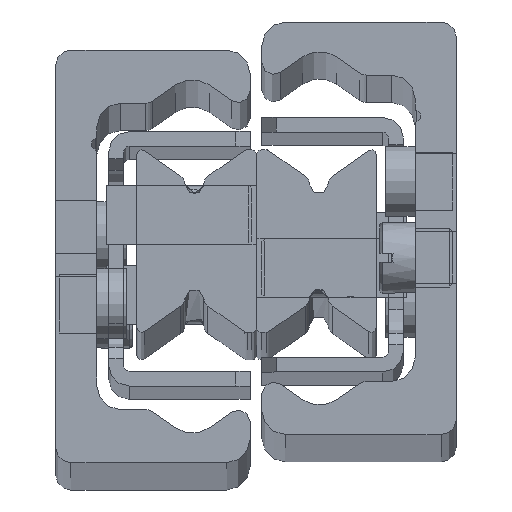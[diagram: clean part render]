
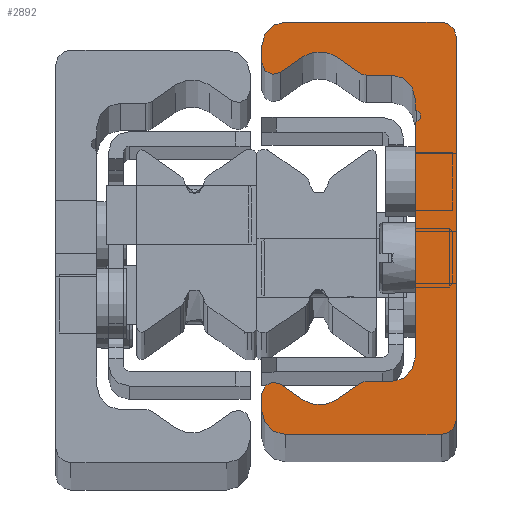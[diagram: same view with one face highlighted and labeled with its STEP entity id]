
A CAD part, top view. The second image highlights one B-rep face of the part: STEP entity #2892.
In plain terms, the highlighted face is planar.
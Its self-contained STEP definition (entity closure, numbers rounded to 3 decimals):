
#1849=CARTESIAN_POINT('',(-0.001,1.3,0.0));
#1850=VERTEX_POINT('',#1849);
#1857=CARTESIAN_POINT('',(1.299,0.,0.0));
#1858=VERTEX_POINT('',#1857);
#1859=CARTESIAN_POINT('',(1.299,1.3,0.0));
#1860=DIRECTION('',(0.0,0.0,1.0));
#1861=DIRECTION('',(-1.0,0.0,0.0));
#1862=AXIS2_PLACEMENT_3D('',#1859,#1860,#1861);
#1863=CIRCLE('',#1862,1.3);
#1864=EDGE_CURVE('',#1850,#1858,#1863,.T.);
#1888=CARTESIAN_POINT('',(-0.001,33.7,0.0));
#1889=VERTEX_POINT('',#1888);
#1896=CARTESIAN_POINT('',(-0.001,33.7,0.0));
#1897=DIRECTION('',(0.0,-1.0,0.0));
#1898=VECTOR('',#1897,32.4);
#1899=LINE('',#1896,#1898);
#1900=EDGE_CURVE('',#1889,#1850,#1899,.T.);
#1983=CARTESIAN_POINT('',(1.299,35.0,0.0));
#1984=VERTEX_POINT('',#1983);
#1991=CARTESIAN_POINT('',(1.299,33.7,0.0));
#1992=DIRECTION('',(0.0,0.0,1.0));
#1993=DIRECTION('',(0.0,1.0,0.0));
#1994=AXIS2_PLACEMENT_3D('',#1991,#1992,#1993);
#1995=CIRCLE('',#1994,1.3);
#1996=EDGE_CURVE('',#1984,#1889,#1995,.T.);
#2015=CARTESIAN_POINT('',(14.499,35.0,0.0));
#2016=VERTEX_POINT('',#2015);
#2023=CARTESIAN_POINT('',(14.499,35.0,0.0));
#2024=DIRECTION('',(-1.0,0.0,0.0));
#2025=VECTOR('',#2024,13.2);
#2026=LINE('',#2023,#2025);
#2027=EDGE_CURVE('',#2016,#1984,#2026,.T.);
#2047=CARTESIAN_POINT('',(16.499,33.0,0.0));
#2048=VERTEX_POINT('',#2047);
#2055=CARTESIAN_POINT('',(14.499,33.0,0.0));
#2056=DIRECTION('',(0.0,0.0,1.0));
#2057=DIRECTION('',(1.0,0.0,0.0));
#2058=AXIS2_PLACEMENT_3D('',#2055,#2056,#2057);
#2059=CIRCLE('',#2058,2.0);
#2060=EDGE_CURVE('',#2048,#2016,#2059,.T.);
#2079=CARTESIAN_POINT('',(16.499,31.542,0.0));
#2080=VERTEX_POINT('',#2079);
#2087=CARTESIAN_POINT('',(16.499,31.542,0.0));
#2088=DIRECTION('',(0.0,1.0,0.0));
#2089=VECTOR('',#2088,1.458);
#2090=LINE('',#2087,#2089);
#2091=EDGE_CURVE('',#2080,#2048,#2090,.T.);
#2111=CARTESIAN_POINT('',(14.926,30.723,0.0));
#2112=VERTEX_POINT('',#2111);
#2119=CARTESIAN_POINT('',(15.499,31.542,0.0));
#2120=DIRECTION('',(0.0,0.0,1.0));
#2121=DIRECTION('',(-0.574,-0.819,0.0));
#2122=AXIS2_PLACEMENT_3D('',#2119,#2120,#2121);
#2123=CIRCLE('',#2122,1.);
#2124=EDGE_CURVE('',#2112,#2080,#2123,.T.);
#2143=CARTESIAN_POINT('',(13.033,32.048,0.0));
#2144=VERTEX_POINT('',#2143);
#2151=CARTESIAN_POINT('',(13.033,32.048,0.0));
#2152=DIRECTION('',(0.819,-0.574,0.0));
#2153=VECTOR('',#2152,2.31);
#2154=LINE('',#2151,#2153);
#2155=EDGE_CURVE('',#2144,#2112,#2154,.T.);
#2175=CARTESIAN_POINT('',(10.165,32.048,0.0));
#2176=VERTEX_POINT('',#2175);
#2183=CARTESIAN_POINT('',(11.599,30.0,0.0));
#2184=DIRECTION('',(0.0,0.0,-1.));
#2185=DIRECTION('',(-0.574,-0.819,0.0));
#2186=AXIS2_PLACEMENT_3D('',#2183,#2184,#2185);
#2187=CIRCLE('',#2186,2.5);
#2188=EDGE_CURVE('',#2176,#2144,#2187,.T.);
#2207=CARTESIAN_POINT('',(8.213,30.681,0.0));
#2208=VERTEX_POINT('',#2207);
#2215=CARTESIAN_POINT('',(8.213,30.681,0.0));
#2216=DIRECTION('',(0.819,0.574,0.0));
#2217=VECTOR('',#2216,2.383);
#2218=LINE('',#2215,#2217);
#2219=EDGE_CURVE('',#2208,#2176,#2218,.T.);
#2239=CARTESIAN_POINT('',(7.64,30.5,0.0));
#2240=VERTEX_POINT('',#2239);
#2247=CARTESIAN_POINT('',(7.64,31.5,0.0));
#2248=DIRECTION('',(0.0,0.0,1.0));
#2249=DIRECTION('',(0.0,-1.0,0.0));
#2250=AXIS2_PLACEMENT_3D('',#2247,#2248,#2249);
#2251=CIRCLE('',#2250,1.);
#2252=EDGE_CURVE('',#2240,#2208,#2251,.T.);
#2271=CARTESIAN_POINT('',(5.499,30.5,0.0));
#2272=VERTEX_POINT('',#2271);
#2279=CARTESIAN_POINT('',(5.499,30.5,0.0));
#2280=DIRECTION('',(1.0,0.0,0.0));
#2281=VECTOR('',#2280,2.14);
#2282=LINE('',#2279,#2281);
#2283=EDGE_CURVE('',#2272,#2240,#2282,.T.);
#2303=CARTESIAN_POINT('',(3.499,28.5,0.0));
#2304=VERTEX_POINT('',#2303);
#2311=CARTESIAN_POINT('',(5.499,28.5,0.0));
#2312=DIRECTION('',(0.0,0.0,-1.0));
#2313=DIRECTION('',(0.0,-1.0,0.0));
#2314=AXIS2_PLACEMENT_3D('',#2311,#2312,#2313);
#2315=CIRCLE('',#2314,2.0);
#2316=EDGE_CURVE('',#2304,#2272,#2315,.T.);
#2335=CARTESIAN_POINT('',(3.499,27.671,0.0));
#2336=VERTEX_POINT('',#2335);
#2343=CARTESIAN_POINT('',(3.499,27.671,0.0));
#2344=DIRECTION('',(0.0,1.0,0.0));
#2345=VECTOR('',#2344,0.829);
#2346=LINE('',#2343,#2345);
#2347=EDGE_CURVE('',#2336,#2304,#2346,.T.);
#2367=CARTESIAN_POINT('',(3.357,27.479,0.0));
#2368=VERTEX_POINT('',#2367);
#2375=CARTESIAN_POINT('',(3.299,27.671,0.0));
#2376=DIRECTION('',(0.0,0.0,1.0));
#2377=DIRECTION('',(0.286,-0.958,0.0));
#2378=AXIS2_PLACEMENT_3D('',#2375,#2376,#2377);
#2379=CIRCLE('',#2378,0.2);
#2380=EDGE_CURVE('',#2368,#2336,#2379,.T.);
#2400=CARTESIAN_POINT('',(3.357,26.521,0.0));
#2401=VERTEX_POINT('',#2400);
#2408=CARTESIAN_POINT('',(3.499,27.0,0.0));
#2409=DIRECTION('',(0.0,0.0,-1.));
#2410=DIRECTION('',(0.286,-0.958,0.0));
#2411=AXIS2_PLACEMENT_3D('',#2408,#2409,#2410);
#2412=CIRCLE('',#2411,0.5);
#2413=EDGE_CURVE('',#2401,#2368,#2412,.T.);
#2433=CARTESIAN_POINT('',(3.499,26.329,0.0));
#2434=VERTEX_POINT('',#2433);
#2441=CARTESIAN_POINT('',(3.299,26.329,0.0));
#2442=DIRECTION('',(0.0,0.0,1.0));
#2443=DIRECTION('',(1.0,0.0,0.0));
#2444=AXIS2_PLACEMENT_3D('',#2441,#2442,#2443);
#2445=CIRCLE('',#2444,0.2);
#2446=EDGE_CURVE('',#2434,#2401,#2445,.T.);
#2465=CARTESIAN_POINT('',(3.499,6.5,0.0));
#2466=VERTEX_POINT('',#2465);
#2473=CARTESIAN_POINT('',(3.499,6.5,0.0));
#2474=DIRECTION('',(0.0,1.0,0.0));
#2475=VECTOR('',#2474,19.829);
#2476=LINE('',#2473,#2475);
#2477=EDGE_CURVE('',#2466,#2434,#2476,.T.);
#2560=CARTESIAN_POINT('',(5.499,4.5,0.0));
#2561=VERTEX_POINT('',#2560);
#2568=CARTESIAN_POINT('',(5.499,6.5,0.0));
#2569=DIRECTION('',(0.0,0.0,-1.0));
#2570=DIRECTION('',(1.0,0.0,0.0));
#2571=AXIS2_PLACEMENT_3D('',#2568,#2569,#2570);
#2572=CIRCLE('',#2571,2.0);
#2573=EDGE_CURVE('',#2561,#2466,#2572,.T.);
#2592=CARTESIAN_POINT('',(7.64,4.5,0.0));
#2593=VERTEX_POINT('',#2592);
#2600=CARTESIAN_POINT('',(7.64,4.5,0.0));
#2601=DIRECTION('',(-1.0,0.0,0.0));
#2602=VECTOR('',#2601,2.14);
#2603=LINE('',#2600,#2602);
#2604=EDGE_CURVE('',#2593,#2561,#2603,.T.);
#2624=CARTESIAN_POINT('',(8.213,4.319,0.0));
#2625=VERTEX_POINT('',#2624);
#2632=CARTESIAN_POINT('',(7.64,3.5,0.0));
#2633=DIRECTION('',(0.0,0.0,1.0));
#2634=DIRECTION('',(0.574,0.819,0.0));
#2635=AXIS2_PLACEMENT_3D('',#2632,#2633,#2634);
#2636=CIRCLE('',#2635,1.);
#2637=EDGE_CURVE('',#2625,#2593,#2636,.T.);
#2656=CARTESIAN_POINT('',(10.165,2.952,0.0));
#2657=VERTEX_POINT('',#2656);
#2664=CARTESIAN_POINT('',(10.165,2.952,0.0));
#2665=DIRECTION('',(-0.819,0.574,0.0));
#2666=VECTOR('',#2665,2.383);
#2667=LINE('',#2664,#2666);
#2668=EDGE_CURVE('',#2657,#2625,#2667,.T.);
#2688=CARTESIAN_POINT('',(13.033,2.952,0.0));
#2689=VERTEX_POINT('',#2688);
#2696=CARTESIAN_POINT('',(11.599,5.,0.0));
#2697=DIRECTION('',(0.0,0.0,-1.));
#2698=DIRECTION('',(0.574,0.819,0.0));
#2699=AXIS2_PLACEMENT_3D('',#2696,#2697,#2698);
#2700=CIRCLE('',#2699,2.5);
#2701=EDGE_CURVE('',#2689,#2657,#2700,.T.);
#2720=CARTESIAN_POINT('',(14.926,4.277,0.0));
#2721=VERTEX_POINT('',#2720);
#2728=CARTESIAN_POINT('',(14.926,4.277,0.0));
#2729=DIRECTION('',(-0.819,-0.574,0.0));
#2730=VECTOR('',#2729,2.31);
#2731=LINE('',#2728,#2730);
#2732=EDGE_CURVE('',#2721,#2689,#2731,.T.);
#2752=CARTESIAN_POINT('',(16.499,3.458,0.0));
#2753=VERTEX_POINT('',#2752);
#2760=CARTESIAN_POINT('',(15.499,3.458,0.0));
#2761=DIRECTION('',(0.0,0.0,1.0));
#2762=DIRECTION('',(1.0,0.0,0.0));
#2763=AXIS2_PLACEMENT_3D('',#2760,#2761,#2762);
#2764=CIRCLE('',#2763,1.);
#2765=EDGE_CURVE('',#2753,#2721,#2764,.T.);
#2784=CARTESIAN_POINT('',(16.499,2.,0.0));
#2785=VERTEX_POINT('',#2784);
#2792=CARTESIAN_POINT('',(16.499,2.,0.0));
#2793=DIRECTION('',(0.0,1.0,0.0));
#2794=VECTOR('',#2793,1.458);
#2795=LINE('',#2792,#2794);
#2796=EDGE_CURVE('',#2785,#2753,#2795,.T.);
#2816=CARTESIAN_POINT('',(14.499,0.,0.0));
#2817=VERTEX_POINT('',#2816);
#2824=CARTESIAN_POINT('',(14.499,2.,0.0));
#2825=DIRECTION('',(0.0,0.0,1.0));
#2826=DIRECTION('',(0.0,-1.0,0.0));
#2827=AXIS2_PLACEMENT_3D('',#2824,#2825,#2826);
#2828=CIRCLE('',#2827,2.0);
#2829=EDGE_CURVE('',#2817,#2785,#2828,.T.);
#2847=CARTESIAN_POINT('',(1.299,0.,0.0));
#2848=DIRECTION('',(1.0,0.0,0.0));
#2849=VECTOR('',#2848,13.2);
#2850=LINE('',#2847,#2849);
#2851=EDGE_CURVE('',#1858,#2817,#2850,.T.);
#2857=CARTESIAN_POINT('',(5.933,17.534,0.0));
#2858=DIRECTION('',(0.0,0.0,1.0));
#2859=DIRECTION('',(1.0,0.0,0.0));
#2860=AXIS2_PLACEMENT_3D('',#2857,#2858,#2859);
#2861=PLANE('',#2860);
#2862=ORIENTED_EDGE('',*,*,#2851,.F.);
#2863=ORIENTED_EDGE('',*,*,#1864,.F.);
#2864=ORIENTED_EDGE('',*,*,#1900,.F.);
#2865=ORIENTED_EDGE('',*,*,#1996,.F.);
#2866=ORIENTED_EDGE('',*,*,#2027,.F.);
#2867=ORIENTED_EDGE('',*,*,#2060,.F.);
#2868=ORIENTED_EDGE('',*,*,#2091,.F.);
#2869=ORIENTED_EDGE('',*,*,#2124,.F.);
#2870=ORIENTED_EDGE('',*,*,#2155,.F.);
#2871=ORIENTED_EDGE('',*,*,#2188,.F.);
#2872=ORIENTED_EDGE('',*,*,#2219,.F.);
#2873=ORIENTED_EDGE('',*,*,#2252,.F.);
#2874=ORIENTED_EDGE('',*,*,#2283,.F.);
#2875=ORIENTED_EDGE('',*,*,#2316,.F.);
#2876=ORIENTED_EDGE('',*,*,#2347,.F.);
#2877=ORIENTED_EDGE('',*,*,#2380,.F.);
#2878=ORIENTED_EDGE('',*,*,#2413,.F.);
#2879=ORIENTED_EDGE('',*,*,#2446,.F.);
#2880=ORIENTED_EDGE('',*,*,#2477,.F.);
#2881=ORIENTED_EDGE('',*,*,#2573,.F.);
#2882=ORIENTED_EDGE('',*,*,#2604,.F.);
#2883=ORIENTED_EDGE('',*,*,#2637,.F.);
#2884=ORIENTED_EDGE('',*,*,#2668,.F.);
#2885=ORIENTED_EDGE('',*,*,#2701,.F.);
#2886=ORIENTED_EDGE('',*,*,#2732,.F.);
#2887=ORIENTED_EDGE('',*,*,#2765,.F.);
#2888=ORIENTED_EDGE('',*,*,#2796,.F.);
#2889=ORIENTED_EDGE('',*,*,#2829,.F.);
#2890=EDGE_LOOP('',(#2862,#2863,#2864,#2865,#2866,#2867,#2868,#2869,#2870,#2871,#2872,#2873,#2874,#2875,#2876,#2877,#2878,#2879,#2880,#2881,#2882,#2883,#2884,#2885,#2886,#2887,#2888,#2889));
#2891=FACE_OUTER_BOUND('',#2890,.T.);
#2892=ADVANCED_FACE('',(#2891),#2861,.F.);
